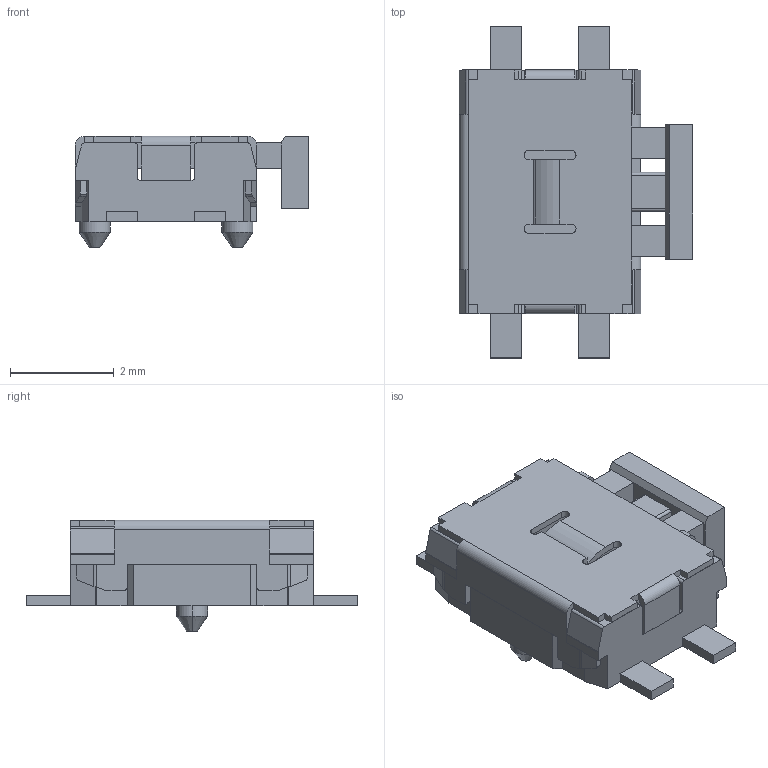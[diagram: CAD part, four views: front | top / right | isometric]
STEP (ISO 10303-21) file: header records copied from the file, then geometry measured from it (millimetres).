
FILE_DESCRIPTION(('STEP AP214'),'1');
FILE_NAME('43698.stp','2014-10-28T17:11:50',('TraceParts'),('TraceParts S.A.'),'XStep 1.0',' ',' ');
FILE_SCHEMA(('automotive_design'));
Length unit declared in the file: millimetre
Products named in the file (7): Assem1|frame;frame; Assem1|pins;pins; Assem1|pins-1;pins; Assem1|pins-2;pins; Assem1|pins-3;pins; Assem1|stem;stem; Assem1|cover;cover
Bounding box: 4.5 x 6.4 x 2.15 mm (x, y, z)
Volume: 22.4 mm3; surface area: 153.8 mm2
Topology: 7 solids, 7 shells, 326 faces, 864 edges, 558 vertices
Faces by surface type: plane 242, cylinder 70, bspline 6, cone 4, torus 4
Entity records: 10918 total; most frequent: CARTESIAN_POINT 1915, ORIENTED_EDGE 1728, DIRECTION 1654, EDGE_CURVE 864, LINE 708, VECTOR 708, VERTEX_POINT 558, AXIS2_PLACEMENT_3D 473
